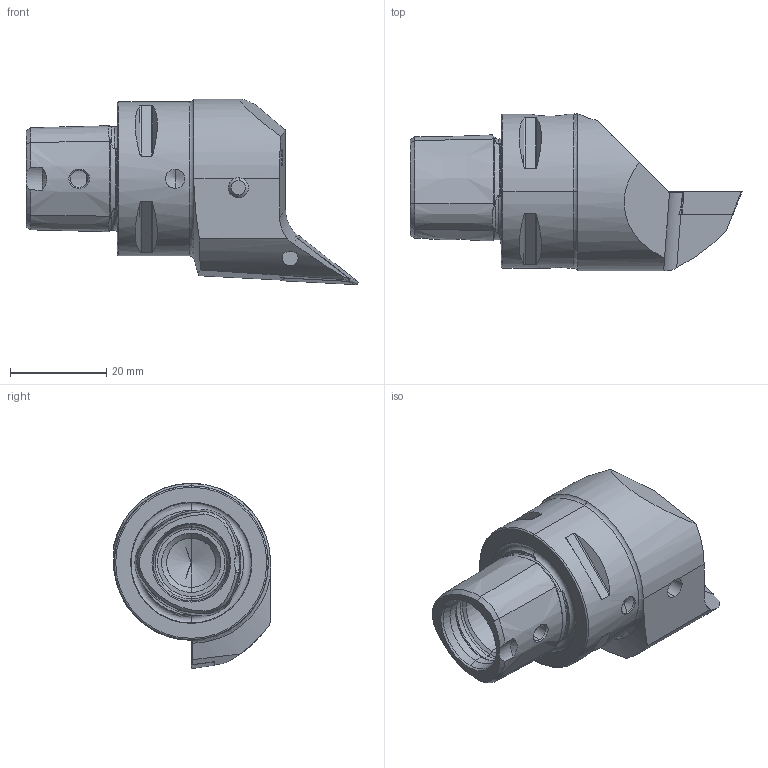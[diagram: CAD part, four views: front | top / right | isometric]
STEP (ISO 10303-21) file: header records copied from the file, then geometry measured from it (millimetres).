
FILE_DESCRIPTION (( 'STEP AP214' ), '1' );
FILE_NAME ('PS3.KVB.RJA.050-HP.STEP', '2024-10-29T12:15:07', ( '' ), ( '' ), 'SwSTEP 2.0', 'SolidWorks 2022', '' );
FILE_SCHEMA (( 'AUTOMOTIVE_DESIGN' ));
Length unit declared in the file: millimetre
Products named in the file (11): DIN 7991 - M5x15; CHP-ER1.015.006_A; PS3-KVB.RJA.050-HP_A_mit kühlmitteldüse; CHP-ER1.008.009_A; PS3.KVB.RJA.050-HP; WCB-ER2.001.009_B; DIN 3771 - 13x1; ISO 4026 - M3 x 5; ISO 8752 2x8; CHP-ER1.015.006; VCMT160404
Assembly tree (10 placements, depth 3):
  PS3.KVB.RJA.050-HP
    PS3-KVB.RJA.050-HP_A_mit kühlmitteldüse
    WCB-ER2.001.009_B
    VCMT160404
    ISO 4026 - M3 x 5
    CHP-ER1.008.009_A
    CHP-ER1.015.006
      CHP-ER1.015.006_A
      DIN 3771 - 13x1
      DIN 7991 - M5x15
    ISO 8752 2x8
Bounding box: 69 x 32.68 x 38.5 mm (x, y, z)
Volume: 26040.9 mm3; surface area: 11681.1 mm2
Topology: 9 solids, 9 shells, 409 faces, 975 edges, 582 vertices
Faces by surface type: cone 124, cylinder 106, plane 104, torus 57, bspline 16, sphere 2
Entity records: 14150 total; most frequent: CARTESIAN_POINT 3881, DIRECTION 1926, ORIENTED_EDGE 1914, EDGE_CURVE 957, AXIS2_PLACEMENT_3D 783, VERTEX_POINT 582, EDGE_LOOP 445, ADVANCED_FACE 409
